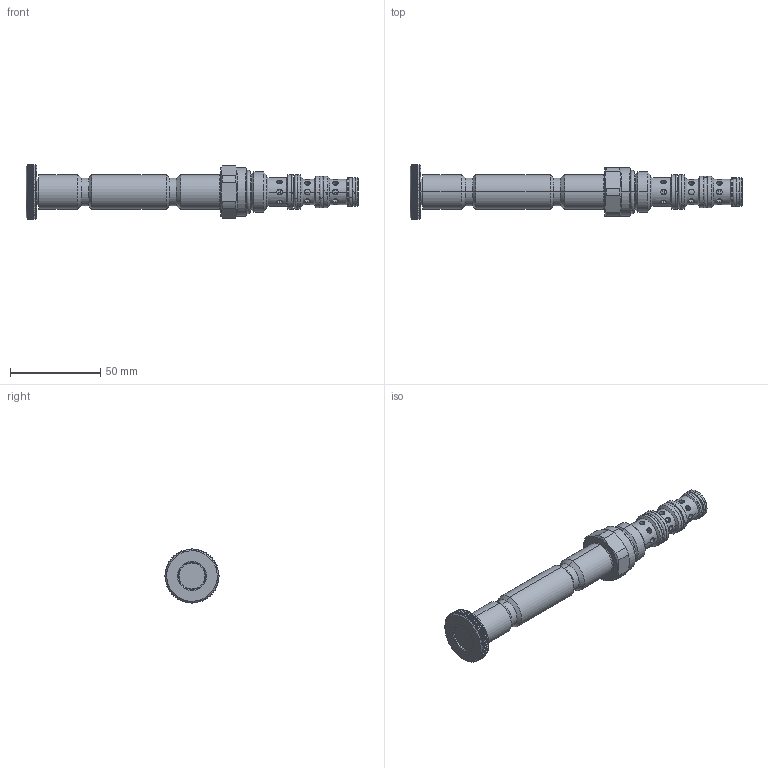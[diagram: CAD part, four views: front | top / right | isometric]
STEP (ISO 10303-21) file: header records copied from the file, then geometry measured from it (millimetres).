
FILE_DESCRIPTION((''),'2;1');
FILE_NAME('FNUCXEN','2022-12-09T15:12:08',('AlainG'),('Sun Hydraulics LLC'),'CREO PARAMETRIC BY PTC INC, 2021072','CREO PARAMETRIC BY PTC INC, 2021072','');
FILE_SCHEMA(('AUTOMOTIVE_DESIGN { 1 0 10303 214 1 1 1 1 }'));
Length unit declared in the file: inch
Products named in the file (1): FNUCXEN
Bounding box: 184 x 30 x 30 mm (x, y, z)
Volume: 34578.5 mm3; surface area: 23818.9 mm2
Topology: 1 solids, 1 shells, 590 faces, 1626 edges, 1034 vertices
Faces by surface type: cylinder 276, plane 232, cone 52, torus 30
Entity records: 28312 total; most frequent: CARTESIAN_POINT 8865, ORIENTED_EDGE 3252, DIRECTION 2879, EDGE_CURVE 1626, AXIS2_PLACEMENT_3D 1098, VERTEX_POINT 1034, VECTOR 680, LINE 680
